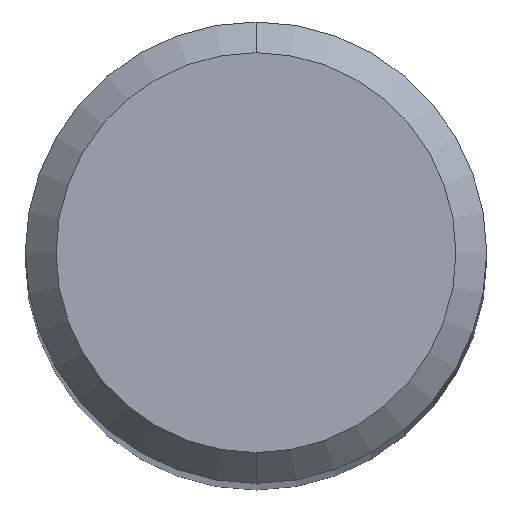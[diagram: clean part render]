
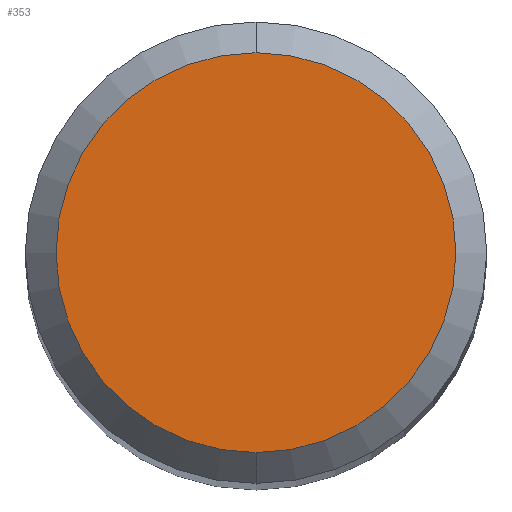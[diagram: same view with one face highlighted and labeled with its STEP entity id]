
A CAD part, top view. The second image highlights one B-rep face of the part: STEP entity #353.
In plain terms, the highlighted planar face has unit normal (0, 0, 1).
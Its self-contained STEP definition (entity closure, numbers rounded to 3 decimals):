
#353=ADVANCED_FACE('',(#758),#759,.T.);
#359=VERTEX_POINT('',#765);
#375=EDGE_CURVE('',#489,#359,#781,.T.);
#465=EDGE_CURVE('',#359,#489,#882,.T.);
#489=VERTEX_POINT('',#908);
#758=FACE_OUTER_BOUND('',#1313,.T.);
#759=PLANE('',#1314);
#765=CARTESIAN_POINT('',(0.0,1.95,0.0));
#781=CIRCLE('',#1364,1.95);
#882=CIRCLE('',#1535,1.95);
#908=CARTESIAN_POINT('',(0.,-1.95,0.0));
#1313=EDGE_LOOP('',(#1970,#1971));
#1314=AXIS2_PLACEMENT_3D('',#1972,#1973,#1974);
#1364=AXIS2_PLACEMENT_3D('',#1981,#1982,#1983);
#1535=AXIS2_PLACEMENT_3D('',#2104,#2105,#2106);
#1970=ORIENTED_EDGE('',*,*,#465,.F.);
#1971=ORIENTED_EDGE('',*,*,#375,.F.);
#1972=CARTESIAN_POINT('',(0.0,0.975,0.0));
#1973=DIRECTION('',(-0.0,0.0,1.0));
#1974=DIRECTION('',(0.0,-1.0,0.0));
#1981=CARTESIAN_POINT('',(0.0,0.0,0.0));
#1982=DIRECTION('',(0.0,0.0,-1.0));
#1983=DIRECTION('',(0.0,1.0,0.0));
#2104=CARTESIAN_POINT('',(0.0,0.0,0.0));
#2105=DIRECTION('',(0.0,0.0,-1.0));
#2106=DIRECTION('',(0.0,1.0,0.0));
